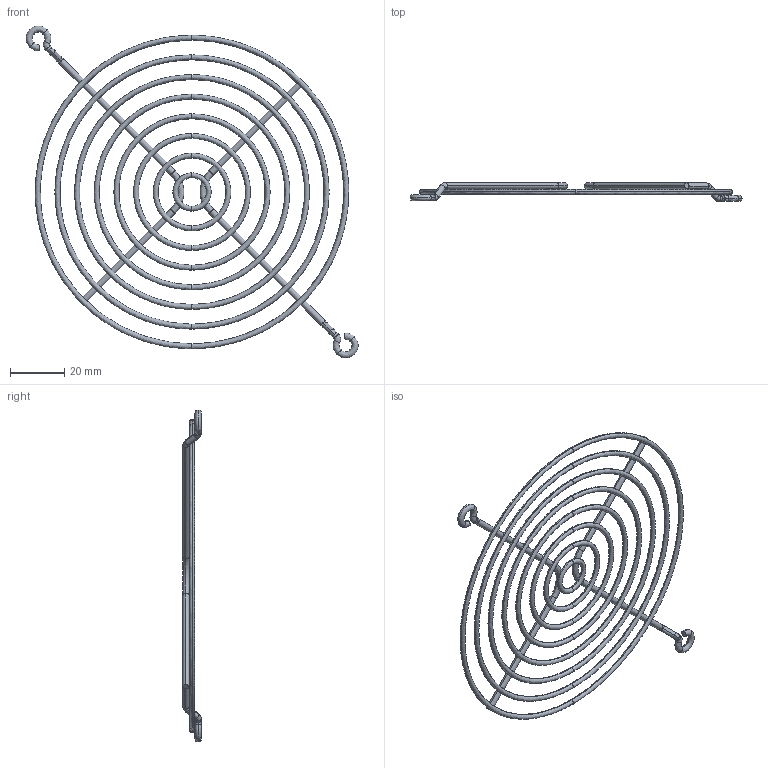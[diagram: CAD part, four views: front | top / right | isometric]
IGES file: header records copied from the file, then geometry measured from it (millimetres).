
Start section: SolidWorks IGES file using analytic representation for surfaces
Global section: file name: sc130_w2.IGS; native system: SolidWorks 2010; preprocessor: SolidWorks 2010; author: umeshp; date: 101026.114718; units: millimetre
Bounding box: 122.44 x 6.81 x 122.44 mm (x, y, z)
Surface area: 11162.3 mm2 (no closed solid volume)
Topology: 0 solids, 0 shells, 80 faces, 476 edges, 476 vertices
Faces by surface type: bspline 62, revolution 18
